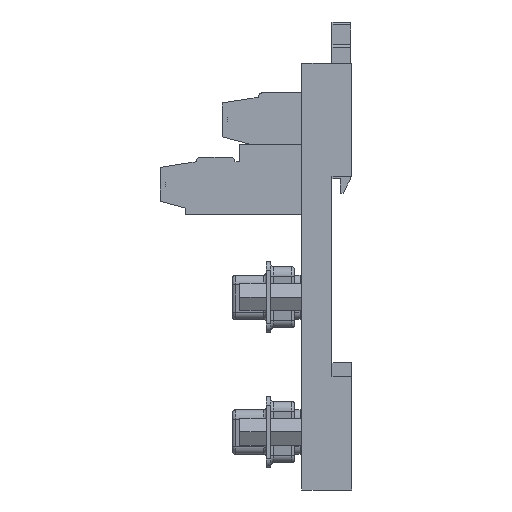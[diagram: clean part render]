
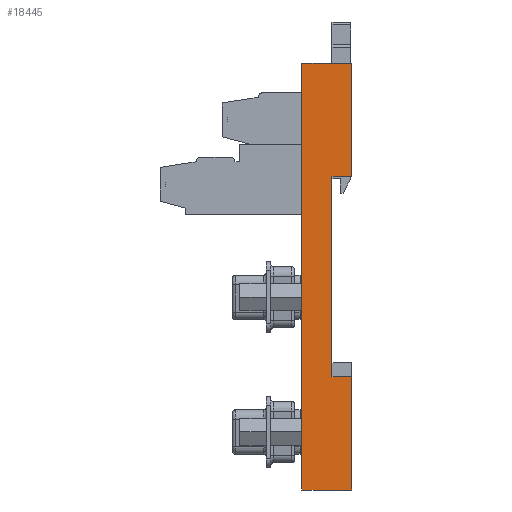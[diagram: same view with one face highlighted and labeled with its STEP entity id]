
A CAD part, left-side view. The second image highlights one B-rep face of the part: STEP entity #18445.
In plain terms, the highlighted planar face has unit normal (-1, 0, 0).
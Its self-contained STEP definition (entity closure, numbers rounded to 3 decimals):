
#1290 = ORIENTED_EDGE ( 'NONE', *, *, #28680, .T. ) ;
#1689 = EDGE_CURVE ( 'NONE', #31989, #3945, #15983, .T. ) ;
#1710 = LINE ( 'NONE', #7024, #28003 ) ;
#1990 = EDGE_CURVE ( 'NONE', #11669, #28834, #20586, .T. ) ;
#2103 = DIRECTION ( 'NONE',  ( 0., -1., 0. ) ) ;
#2612 = CARTESIAN_POINT ( 'NONE',  ( -73.85, 0., 0. ) ) ;
#2829 = DIRECTION ( 'NONE',  ( 0., 0., 1. ) ) ;
#3945 = VERTEX_POINT ( 'NONE', #22568 ) ;
#4169 = ORIENTED_EDGE ( 'NONE', *, *, #7973, .T. ) ;
#5454 = FACE_OUTER_BOUND ( 'NONE', #7406, .T. ) ;
#5550 = VECTOR ( 'NONE', #2103, 1000. ) ;
#5724 = CARTESIAN_POINT ( 'NONE',  ( -73.85, 0., -20.1 ) ) ;
#6307 = EDGE_CURVE ( 'NONE', #11669, #31617, #11179, .T. ) ;
#7024 = CARTESIAN_POINT ( 'NONE',  ( -73.85, 0., -75.7 ) ) ;
#7406 = EDGE_LOOP ( 'NONE', ( #4169, #12899, #26618, #26559, #1290, #15657, #32639, #13246 ) ) ;
#7442 = CARTESIAN_POINT ( 'NONE',  ( -73.85, 8.85, -75.7 ) ) ;
#7973 = EDGE_CURVE ( 'NONE', #31617, #25629, #1710, .T. ) ;
#9507 = VECTOR ( 'NONE', #2829, 1000. ) ;
#9865 = CARTESIAN_POINT ( 'NONE',  ( -73.85, 8.85, 0. ) ) ;
#10605 = CARTESIAN_POINT ( 'NONE',  ( -73.85, 0., -75.7 ) ) ;
#11179 = LINE ( 'NONE', #16157, #29709 ) ;
#11660 = EDGE_CURVE ( 'NONE', #31989, #27221, #32162, .T. ) ;
#11669 = VERTEX_POINT ( 'NONE', #29673 ) ;
#12443 = DIRECTION ( 'NONE',  ( 0., 0., -1. ) ) ;
#12899 = ORIENTED_EDGE ( 'NONE', *, *, #18133, .F. ) ;
#13246 = ORIENTED_EDGE ( 'NONE', *, *, #6307, .T. ) ;
#13253 = AXIS2_PLACEMENT_3D ( 'NONE', #7442, #17905, #12443 ) ;
#14018 = DIRECTION ( 'NONE',  ( 0., 0., 1. ) ) ;
#14298 = VECTOR ( 'NONE', #15106, 1000. ) ;
#15106 = DIRECTION ( 'NONE',  ( 0., -1., 0. ) ) ;
#15657 = ORIENTED_EDGE ( 'NONE', *, *, #29727, .F. ) ;
#15909 = CARTESIAN_POINT ( 'NONE',  ( -73.85, 0., -75.7 ) ) ;
#15983 = LINE ( 'NONE', #18637, #25508 ) ;
#16157 = CARTESIAN_POINT ( 'NONE',  ( -73.85, 8.85, -75.7 ) ) ;
#17905 = DIRECTION ( 'NONE',  ( 1., 0., 0. ) ) ;
#18133 = EDGE_CURVE ( 'NONE', #3945, #25629, #29211, .T. ) ;
#18445 = ADVANCED_FACE ( 'NONE', ( #5454 ), #27708, .F. ) ;
#18502 = VERTEX_POINT ( 'NONE', #2612 ) ;
#18637 = CARTESIAN_POINT ( 'NONE',  ( -73.85, 3.5, -55.6 ) ) ;
#18875 = DIRECTION ( 'NONE',  ( 0., 0., 1. ) ) ;
#18911 = DIRECTION ( 'NONE',  ( 0., -1., 0. ) ) ;
#19364 = CARTESIAN_POINT ( 'NONE',  ( -73.85, 0., -55.6 ) ) ;
#19617 = VECTOR ( 'NONE', #18911, 1000. ) ;
#19711 = CARTESIAN_POINT ( 'NONE',  ( -73.85, 3.5, -20.1 ) ) ;
#20242 = CARTESIAN_POINT ( 'NONE',  ( -73.85, 8.85, 0. ) ) ;
#20586 = LINE ( 'NONE', #30723, #9507 ) ;
#21382 = LINE ( 'NONE', #15909, #26682 ) ;
#22568 = CARTESIAN_POINT ( 'NONE',  ( -73.85, 3.5, -55.6 ) ) ;
#25390 = LINE ( 'NONE', #20242, #14298 ) ;
#25508 = VECTOR ( 'NONE', #28758, 1000. ) ;
#25629 = VERTEX_POINT ( 'NONE', #19364 ) ;
#26559 = ORIENTED_EDGE ( 'NONE', *, *, #11660, .T. ) ;
#26618 = ORIENTED_EDGE ( 'NONE', *, *, #1689, .F. ) ;
#26682 = VECTOR ( 'NONE', #18875, 1000. ) ;
#27021 = CARTESIAN_POINT ( 'NONE',  ( -73.85, 3.5, -20.1 ) ) ;
#27221 = VERTEX_POINT ( 'NONE', #5724 ) ;
#27708 = PLANE ( 'NONE',  #13253 ) ;
#28003 = VECTOR ( 'NONE', #14018, 1000. ) ;
#28613 = DIRECTION ( 'NONE',  ( 0., -1., 0. ) ) ;
#28680 = EDGE_CURVE ( 'NONE', #27221, #18502, #21382, .T. ) ;
#28758 = DIRECTION ( 'NONE',  ( 0., 0., -1. ) ) ;
#28834 = VERTEX_POINT ( 'NONE', #9865 ) ;
#29039 = CARTESIAN_POINT ( 'NONE',  ( -73.85, 3.5, -55.6 ) ) ;
#29211 = LINE ( 'NONE', #29039, #19617 ) ;
#29673 = CARTESIAN_POINT ( 'NONE',  ( -73.85, 8.85, -75.7 ) ) ;
#29709 = VECTOR ( 'NONE', #28613, 1000. ) ;
#29727 = EDGE_CURVE ( 'NONE', #28834, #18502, #25390, .T. ) ;
#30723 = CARTESIAN_POINT ( 'NONE',  ( -73.85, 8.85, -75.7 ) ) ;
#31617 = VERTEX_POINT ( 'NONE', #10605 ) ;
#31989 = VERTEX_POINT ( 'NONE', #19711 ) ;
#32162 = LINE ( 'NONE', #27021, #5550 ) ;
#32639 = ORIENTED_EDGE ( 'NONE', *, *, #1990, .F. ) ;
